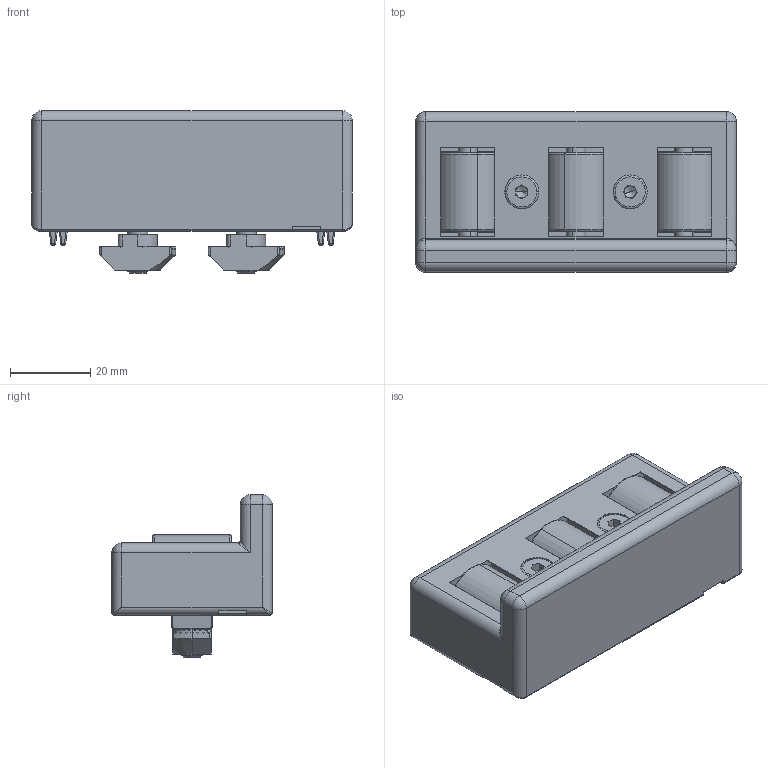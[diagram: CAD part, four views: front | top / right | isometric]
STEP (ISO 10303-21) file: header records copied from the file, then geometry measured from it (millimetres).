
FILE_DESCRIPTION (( 'STEP AP214' ), '1' );
FILE_NAME ('09309304S03.STEP', '2014-08-19T10:27:29', ( '' ), ( '' ), 'SwSTEP 2.0', 'SolidWorks 2014', '' );
FILE_SCHEMA (( 'AUTOMOTIVE_DESIGN' ));
Length unit declared in the file: millimetre
Products named in the file (7): 096h10430_096 h 10 5 30; 09309304_09309304s01; socket head thin cap screw_din_DIN 7984 - M5 x 25 --- 25C; 093093R01_093093r01s01; 093093_09309304R02 - leitf„hig; 093093R02_093 093 r02 s02; 09309304S03
Assembly tree (10 placements, depth 3):
  09309304S03
    09309304_09309304s01
      093093R02_093 093 r02 s02
      093093_09309304R02 - leitf„hig
      093093R01_093093r01s01  x3
      socket head thin cap screw_din_DIN 7984 - M5 x 25 --- 25C  x2
    096h10430_096 h 10 5 30  x2
Bounding box: 80 x 40 x 40.5 mm (x, y, z)
Volume: 43572.6 mm3; surface area: 41445.6 mm2
Topology: 9 solids, 9 shells, 1086 faces, 2984 edges, 1888 vertices
Faces by surface type: plane 532, cylinder 380, torus 108, bspline 32, sphere 18, cone 16
Entity records: 25666 total; most frequent: CARTESIAN_POINT 5964, ORIENTED_EDGE 4208, DIRECTION 3966, EDGE_CURVE 2104, LINE 1364, VECTOR 1364, VERTEX_POINT 1337, AXIS2_PLACEMENT_3D 1301
